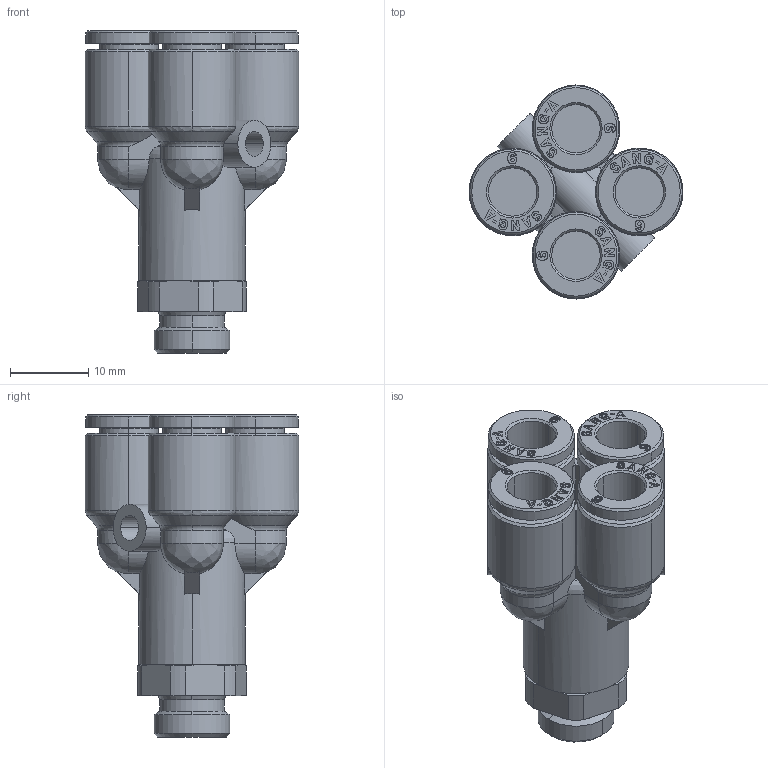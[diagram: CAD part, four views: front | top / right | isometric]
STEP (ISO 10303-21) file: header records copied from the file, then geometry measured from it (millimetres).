
FILE_DESCRIPTION (( 'STEP AP214' ), '1' );
FILE_NAME ('PXT06-G01.stp', '2015-09-24T09:11:32', ( '' ), ( '' ), 'SwSTEP 2.0', 'SolidWorks 2015', '' );
FILE_SCHEMA (( 'AUTOMOTIVE_DESIGN' ));
Length unit declared in the file: millimetre
Products named in the file (2): PXT06-G01; ｦ+ﾃｦ1
Assembly tree (1 placements, depth 2):
  PXT06-G01
    ｦ+ﾃｦ1
Bounding box: 27.4 x 27.4 x 41.25 mm (x, y, z)
Volume: 7532.8 mm3; surface area: 5924 mm2
Topology: 1 solids, 1 shells, 1012 faces, 2823 edges, 1869 vertices
Faces by surface type: plane 721, bspline 126, cylinder 101, cone 59, torus 5
Entity records: 35645 total; most frequent: CARTESIAN_POINT 9095, ORIENTED_EDGE 5646, DIRECTION 4515, EDGE_CURVE 2823, VECTOR 2141, LINE 2141, VERTEX_POINT 1869, AXIS2_PLACEMENT_3D 1187
